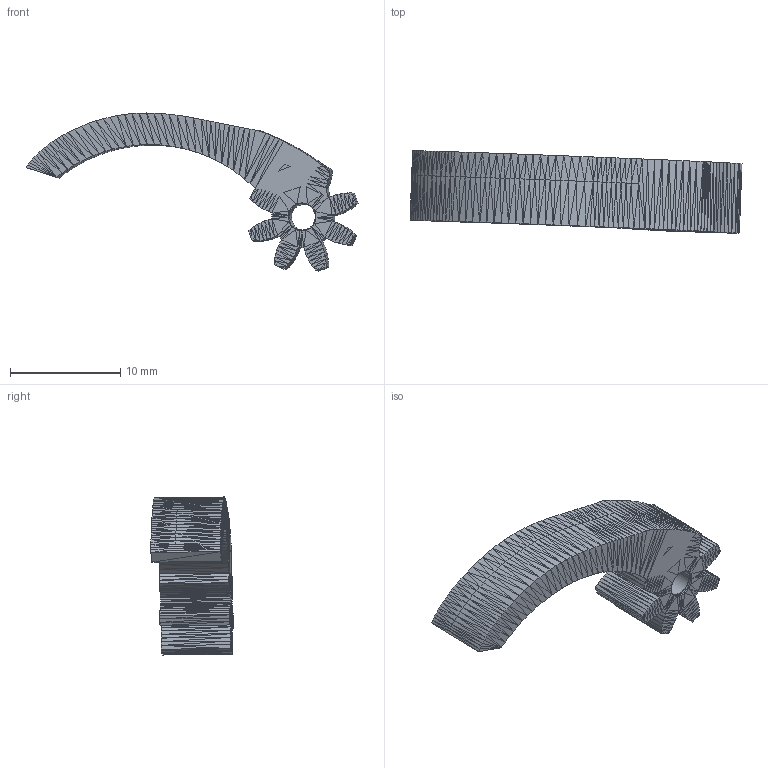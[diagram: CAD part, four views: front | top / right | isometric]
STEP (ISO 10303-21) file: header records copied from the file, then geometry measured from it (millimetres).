
FILE_DESCRIPTION (( 'STEP AP203' ), '1' );
FILE_NAME ('Gripper_Default_sldprt.STEP', '2020-05-05T03:16:20', ( '' ), ( '' ), 'SwSTEP 2.0', 'SolidWorks 2018', '' );
FILE_SCHEMA (( 'CONFIG_CONTROL_DESIGN' ));
Length unit declared in the file: millimetre
Products named in the file (1): Gripper_Default_sldprt
Bounding box: 30.16 x 7.5 x 14.35 mm (x, y, z)
Volume: 825.6 mm3; surface area: 880.5 mm2
Topology: 1 solids, 1 shells, 1033 faces, 1798 edges, 771 vertices
Faces by surface type: plane 1031, cylinder 2
Entity records: 22493 total; most frequent: DIRECTION 3870, CARTESIAN_POINT 3603, ORIENTED_EDGE 3596, EDGE_CURVE 1798, VECTOR 1794, LINE 1794, EDGE_LOOP 1039, AXIS2_PLACEMENT_3D 1038
